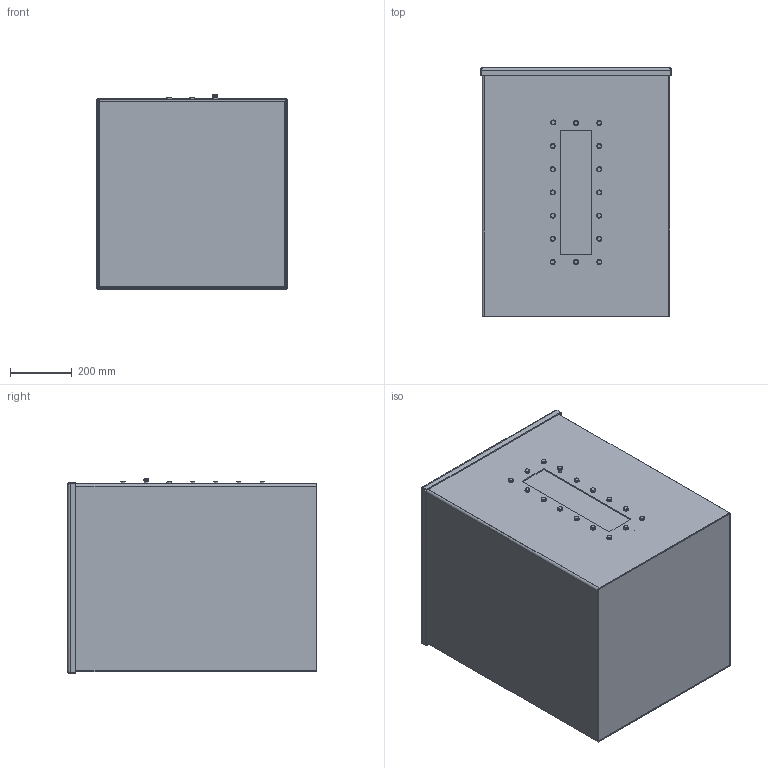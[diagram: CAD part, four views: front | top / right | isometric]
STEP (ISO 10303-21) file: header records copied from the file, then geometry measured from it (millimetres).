
FILE_DESCRIPTION(/* description */ (''),/* implementation_level */ '2;1');
FILE_NAME(/* name */ '899-58639-001.stp',/* time_stamp */ '2019-07-02T14:53:46+02:00',/* author */ ('dag.butli'),/* organization */ (''),/* preprocessor_version */ 'ST-DEVELOPER v17',/* originating_system */ 'Autodesk Inventor 2019',/* authorisation */ '');
FILE_SCHEMA (('AUTOMOTIVE_DESIGN { 1 0 10303 214 3 1 1 }'));
Length unit declared in the file: millimetre
Products named in the file (9): 899-58639-001; 899-58639-001-01; 899-58639-001-01_1; 899-58639-001-01_2; 899-58639-001-01_3; 899-58639-001-01_4; 899-58639-001-01_5; Hex Bolt M8x40 c/w Nut and 2 Washers - ISO 4014, ISO 4032, ISO 7089; Hex Bolt M8x40 c/w Nut and 2 Washers - ISO 4014, ISO 4032, ISO 7089_1
Assembly tree (22 placements, depth 2):
  899-58639-001
    899-58639-001-01
    899-58639-001-01_1
    899-58639-001-01_2
    899-58639-001-01_3
    899-58639-001-01_4
    899-58639-001-01_5
    Hex Bolt M8x40 c/w Nut and 2 Washers - ISO 4014, ISO 4032, ISO 7089
    Hex Bolt M8x40 c/w Nut and 2 Washers - ISO 4014, ISO 4032, ISO 7089_1  x15
Bounding box: 620 x 804 x 632.33 mm (x, y, z)
Volume: 13346799.3 mm3; surface area: 6514729.4 mm2
Topology: 38 solids, 54 shells, 825 faces, 1752 edges, 1079 vertices
Faces by surface type: plane 388, cone 304, cylinder 125, bspline 8
Full cylindrical faces by diameter (mm): 8 x32, 9 x32, 16 x32, 40 x5
Entity records: 7362 total; most frequent: CARTESIAN_POINT 1631, DIRECTION 1145, ORIENTED_EDGE 1070, EDGE_CURVE 536, AXIS2_PLACEMENT_3D 447, VERTEX_POINT 341, EDGE_LOOP 305, LINE 251
